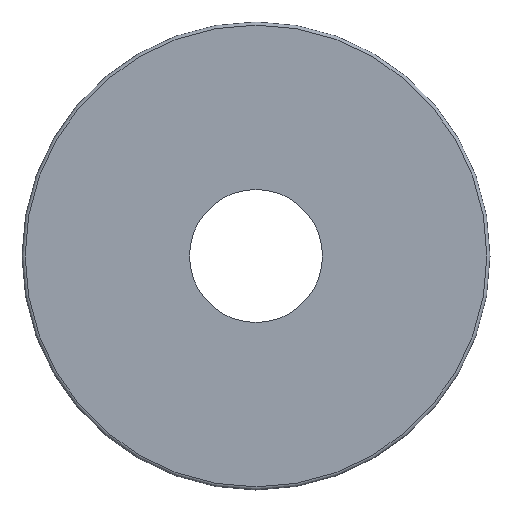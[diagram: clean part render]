
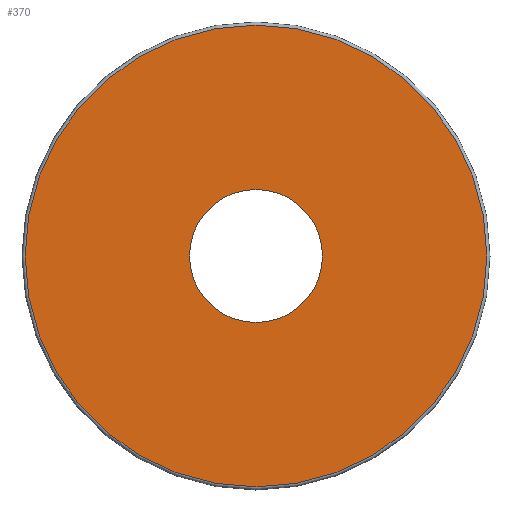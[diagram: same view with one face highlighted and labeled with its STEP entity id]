
A CAD part, front view. The second image highlights one B-rep face of the part: STEP entity #370.
In plain terms, the highlighted planar face has unit normal (0, -1, 0).
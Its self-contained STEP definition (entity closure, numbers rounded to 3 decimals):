
#62=FACE_BOUND('',#113,.T.);
#83=FACE_OUTER_BOUND('',#112,.T.);
#112=EDGE_LOOP('',(#338,#339));
#113=EDGE_LOOP('',(#340));
#139=CIRCLE('',#430,21.25);
#150=CIRCLE('',#447,73.753);
#151=CIRCLE('',#448,73.753);
#178=VERTEX_POINT('',#657);
#189=VERTEX_POINT('',#688);
#190=VERTEX_POINT('',#689);
#224=EDGE_CURVE('',#178,#178,#139,.T.);
#238=EDGE_CURVE('',#189,#190,#150,.T.);
#239=EDGE_CURVE('',#190,#189,#151,.T.);
#338=ORIENTED_EDGE('',*,*,#238,.T.);
#339=ORIENTED_EDGE('',*,*,#239,.T.);
#340=ORIENTED_EDGE('',*,*,#224,.T.);
#349=PLANE('',#450);
#370=ADVANCED_FACE('',(#83,#62),#349,.T.);
#430=AXIS2_PLACEMENT_3D('',#658,#539,#540);
#447=AXIS2_PLACEMENT_3D('',#690,#576,#577);
#448=AXIS2_PLACEMENT_3D('',#691,#578,#579);
#450=AXIS2_PLACEMENT_3D('',#693,#582,#583);
#539=DIRECTION('center_axis',(0.,1.,0.));
#540=DIRECTION('ref_axis',(1.,0.,0.));
#576=DIRECTION('center_axis',(0.,-1.,0.));
#577=DIRECTION('ref_axis',(1.,0.,0.));
#578=DIRECTION('center_axis',(0.,-1.,0.));
#579=DIRECTION('ref_axis',(1.,0.,0.));
#582=DIRECTION('center_axis',(0.,-1.,0.));
#583=DIRECTION('ref_axis',(0.,0.,-1.));
#657=CARTESIAN_POINT('',(-21.25,0.,0.));
#658=CARTESIAN_POINT('Origin',(0.,0.,0.));
#688=CARTESIAN_POINT('',(73.753,0.,0.));
#689=CARTESIAN_POINT('',(0.,0.,73.753));
#690=CARTESIAN_POINT('Origin',(0.,0.,
0.));
#691=CARTESIAN_POINT('Origin',(0.,0.,
0.));
#693=CARTESIAN_POINT('Origin',(0.,0.,0.));
